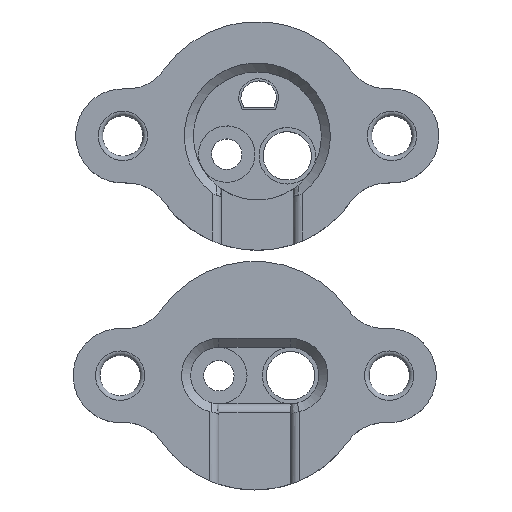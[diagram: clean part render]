
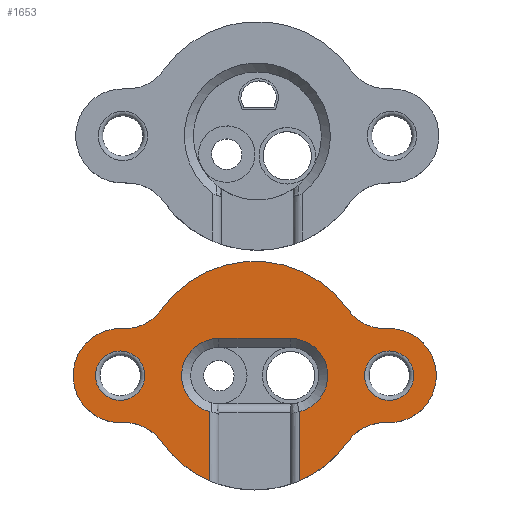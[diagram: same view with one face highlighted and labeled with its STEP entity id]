
A CAD part, top view. The second image highlights one B-rep face of the part: STEP entity #1653.
In plain terms, the highlighted planar face has unit normal (0, 0, 1).
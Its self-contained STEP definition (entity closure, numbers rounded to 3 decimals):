
#22=FACE_BOUND('',#552,.T.);
#23=FACE_BOUND('',#553,.T.);
#46=PLANE('',#1762);
#80=LINE('',#2948,#183);
#88=LINE('',#3002,#191);
#89=LINE('',#3005,#192);
#183=VECTOR('',#1965,10.);
#191=VECTOR('',#1991,10.);
#192=VECTOR('',#1994,10.);
#333=CIRCLE('',#1758,12.75);
#335=CIRCLE('',#1760,12.75);
#337=CIRCLE('',#1763,4.15);
#338=CIRCLE('',#1764,4.15);
#339=CIRCLE('',#1765,5.);
#340=CIRCLE('',#1766,5.25);
#341=CIRCLE('',#1767,5.);
#342=CIRCLE('',#1768,12.75);
#343=CIRCLE('',#1769,5.);
#344=CIRCLE('',#1770,5.25);
#345=CIRCLE('',#1771,5.);
#346=CIRCLE('',#1772,2.75);
#347=CIRCLE('',#1773,2.75);
#451=FACE_OUTER_BOUND('',#551,.T.);
#551=EDGE_LOOP('',(#1177,#1178,#1179,#1180,#1181,#1182,#1183,#1184,#1185,
#1186,#1187,#1188,#1189,#1190));
#552=EDGE_LOOP('',(#1191));
#553=EDGE_LOOP('',(#1192));
#721=VERTEX_POINT('',#2946);
#722=VERTEX_POINT('',#2947);
#727=VERTEX_POINT('',#2974);
#730=VERTEX_POINT('',#2980);
#731=VERTEX_POINT('',#2982);
#734=VERTEX_POINT('',#2999);
#735=VERTEX_POINT('',#3001);
#736=VERTEX_POINT('',#3003);
#737=VERTEX_POINT('',#3006);
#738=VERTEX_POINT('',#3008);
#739=VERTEX_POINT('',#3010);
#740=VERTEX_POINT('',#3012);
#741=VERTEX_POINT('',#3014);
#742=VERTEX_POINT('',#3016);
#743=VERTEX_POINT('',#3019);
#744=VERTEX_POINT('',#3021);
#891=EDGE_CURVE('',#721,#722,#80,.T.);
#899=EDGE_CURVE('',#722,#727,#333,.T.);
#903=EDGE_CURVE('',#730,#731,#335,.T.);
#907=EDGE_CURVE('',#734,#721,#337,.T.);
#908=EDGE_CURVE('',#735,#734,#88,.T.);
#909=EDGE_CURVE('',#736,#735,#338,.T.);
#910=EDGE_CURVE('',#731,#736,#89,.T.);
#911=EDGE_CURVE('',#737,#730,#339,.T.);
#912=EDGE_CURVE('',#737,#738,#340,.T.);
#913=EDGE_CURVE('',#739,#738,#341,.T.);
#914=EDGE_CURVE('',#739,#740,#342,.T.);
#915=EDGE_CURVE('',#741,#740,#343,.T.);
#916=EDGE_CURVE('',#741,#742,#344,.T.);
#917=EDGE_CURVE('',#727,#742,#345,.T.);
#918=EDGE_CURVE('',#743,#743,#346,.T.);
#919=EDGE_CURVE('',#744,#744,#347,.T.);
#1177=ORIENTED_EDGE('',*,*,#891,.F.);
#1178=ORIENTED_EDGE('',*,*,#907,.F.);
#1179=ORIENTED_EDGE('',*,*,#908,.F.);
#1180=ORIENTED_EDGE('',*,*,#909,.F.);
#1181=ORIENTED_EDGE('',*,*,#910,.F.);
#1182=ORIENTED_EDGE('',*,*,#903,.F.);
#1183=ORIENTED_EDGE('',*,*,#911,.F.);
#1184=ORIENTED_EDGE('',*,*,#912,.T.);
#1185=ORIENTED_EDGE('',*,*,#913,.F.);
#1186=ORIENTED_EDGE('',*,*,#914,.T.);
#1187=ORIENTED_EDGE('',*,*,#915,.F.);
#1188=ORIENTED_EDGE('',*,*,#916,.T.);
#1189=ORIENTED_EDGE('',*,*,#917,.F.);
#1190=ORIENTED_EDGE('',*,*,#899,.F.);
#1191=ORIENTED_EDGE('',*,*,#918,.F.);
#1192=ORIENTED_EDGE('',*,*,#919,.F.);
#1653=ADVANCED_FACE('',(#451,#22,#23),#46,.T.);
#1758=AXIS2_PLACEMENT_3D('',#2975,#1976,#1977);
#1760=AXIS2_PLACEMENT_3D('',#2983,#1982,#1983);
#1762=AXIS2_PLACEMENT_3D('',#2998,#1987,#1988);
#1763=AXIS2_PLACEMENT_3D('',#3000,#1989,#1990);
#1764=AXIS2_PLACEMENT_3D('',#3004,#1992,#1993);
#1765=AXIS2_PLACEMENT_3D('',#3007,#1995,#1996);
#1766=AXIS2_PLACEMENT_3D('',#3009,#1997,#1998);
#1767=AXIS2_PLACEMENT_3D('',#3011,#1999,#2000);
#1768=AXIS2_PLACEMENT_3D('',#3013,#2001,#2002);
#1769=AXIS2_PLACEMENT_3D('',#3015,#2003,#2004);
#1770=AXIS2_PLACEMENT_3D('',#3017,#2005,#2006);
#1771=AXIS2_PLACEMENT_3D('',#3018,#2007,#2008);
#1772=AXIS2_PLACEMENT_3D('',#3020,#2009,#2010);
#1773=AXIS2_PLACEMENT_3D('',#3022,#2011,#2012);
#1965=DIRECTION('',(0.,-1.,0.));
#1976=DIRECTION('center_axis',(0.,0.,-1.));
#1977=DIRECTION('ref_axis',(-1.,0.,0.));
#1982=DIRECTION('center_axis',(0.,0.,-1.));
#1983=DIRECTION('ref_axis',(-1.,0.,0.));
#1987=DIRECTION('center_axis',(0.,0.,1.));
#1988=DIRECTION('ref_axis',(1.,0.,0.));
#1989=DIRECTION('center_axis',(0.,0.,1.));
#1990=DIRECTION('ref_axis',(-1.,0.,0.));
#1991=DIRECTION('',(-1.,0.,0.));
#1992=DIRECTION('center_axis',(0.,0.,1.));
#1993=DIRECTION('ref_axis',(1.,0.,0.));
#1994=DIRECTION('',(0.,1.,0.));
#1995=DIRECTION('center_axis',(0.,0.,1.));
#1996=DIRECTION('ref_axis',(-0.438,0.899,0.));
#1997=DIRECTION('center_axis',(0.,0.,1.));
#1998=DIRECTION('ref_axis',(-1.,0.,0.));
#1999=DIRECTION('center_axis',(0.,0.,1.));
#2000=DIRECTION('ref_axis',(-0.438,-0.899,0.));
#2001=DIRECTION('center_axis',(0.,0.,1.));
#2002=DIRECTION('ref_axis',(-1.,0.,0.));
#2003=DIRECTION('center_axis',(0.,0.,1.));
#2004=DIRECTION('ref_axis',(0.438,-0.899,0.));
#2005=DIRECTION('center_axis',(0.,0.,1.));
#2006=DIRECTION('ref_axis',(-1.,0.,0.));
#2007=DIRECTION('center_axis',(0.,0.,1.));
#2008=DIRECTION('ref_axis',(0.438,0.899,0.));
#2009=DIRECTION('center_axis',(0.,0.,1.));
#2010=DIRECTION('ref_axis',(-1.,0.,0.));
#2011=DIRECTION('center_axis',(0.,0.,1.));
#2012=DIRECTION('ref_axis',(-1.,0.,0.));
#2946=CARTESIAN_POINT('',(79.501,92.436,8.324));
#2947=CARTESIAN_POINT('',(79.501,84.735,8.324));
#2948=CARTESIAN_POINT('',(79.501,90.411,8.324));
#2974=CARTESIAN_POINT('',(74.085,89.11,8.324));
#2975=CARTESIAN_POINT('Origin',(84.501,96.464,8.324));
#2980=CARTESIAN_POINT('',(94.916,89.11,8.324));
#2982=CARTESIAN_POINT('',(89.5,84.735,8.324));
#2983=CARTESIAN_POINT('Origin',(84.501,96.464,8.324));
#2998=CARTESIAN_POINT('Origin',(84.501,96.464,8.324));
#2999=CARTESIAN_POINT('',(80.501,100.614,8.324));
#3000=CARTESIAN_POINT('Origin',(80.501,96.464,8.324));
#3001=CARTESIAN_POINT('',(88.5,100.614,8.324));
#3002=CARTESIAN_POINT('',(82.001,100.614,8.324));
#3003=CARTESIAN_POINT('',(89.5,92.436,8.324));
#3004=CARTESIAN_POINT('Origin',(88.5,96.464,8.324));
#3005=CARTESIAN_POINT('',(89.5,94.389,8.324));
#3006=CARTESIAN_POINT('',(99.244,91.22,8.324));
#3007=CARTESIAN_POINT('Origin',(99.001,86.226,8.324));
#3008=CARTESIAN_POINT('',(99.244,101.708,8.324));
#3009=CARTESIAN_POINT('Origin',(99.501,96.464,8.324));
#3010=CARTESIAN_POINT('',(94.916,103.818,8.324));
#3011=CARTESIAN_POINT('Origin',(99.001,106.702,8.324));
#3012=CARTESIAN_POINT('',(74.085,103.818,8.324));
#3013=CARTESIAN_POINT('Origin',(84.501,96.464,8.324));
#3014=CARTESIAN_POINT('',(69.757,101.708,8.324));
#3015=CARTESIAN_POINT('Origin',(70.001,106.702,8.324));
#3016=CARTESIAN_POINT('',(69.757,91.22,8.324));
#3017=CARTESIAN_POINT('Origin',(69.501,96.464,8.324));
#3018=CARTESIAN_POINT('Origin',(70.001,86.226,8.324));
#3019=CARTESIAN_POINT('',(72.251,96.464,8.324));
#3020=CARTESIAN_POINT('Origin',(69.501,96.464,8.324));
#3021=CARTESIAN_POINT('',(102.251,96.464,8.324));
#3022=CARTESIAN_POINT('Origin',(99.501,96.464,8.324));
